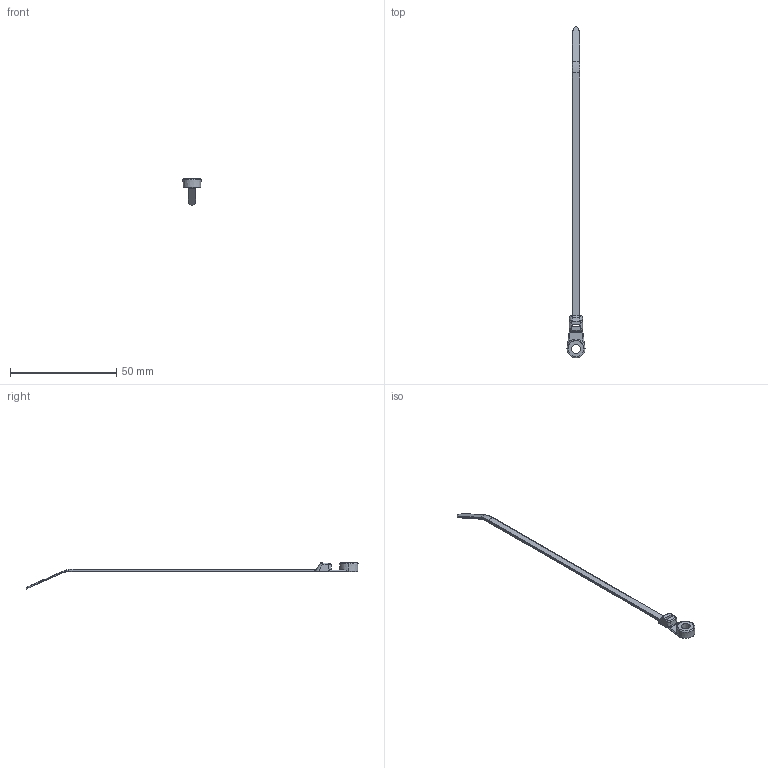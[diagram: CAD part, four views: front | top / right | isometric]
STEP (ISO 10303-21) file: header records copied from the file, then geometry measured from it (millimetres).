
FILE_DESCRIPTION(/* description */ (''),/* implementation_level */ '2;1');
FILE_NAME(/* name */ 'PANDUIT_PLC1_5I-S8.stp',/* time_stamp */ '2018-10-31T13:58:05-05:00',/* author */ (''),/* organization */ (''),/* preprocessor_version */ 'ST-DEVELOPER v16',/* originating_system */ 'SIEMENS PLM Software NX 11.0',/* authorisation */ '');
FILE_SCHEMA (('AP203_CONFIGURATION_CONTROLLED_3D_DESIGN_OF_MECHANICAL_PARTS_AND_ASSEMBLIES_MIM_LF { 1 0 10303 403 2 1 2}'));
Length unit declared in the file: inch
Products named in the file (1): bwg3AD4AAC8gx4e
Bounding box: 8.51 x 156.14 x 12.49 mm (x, y, z)
Volume: 826.1 mm3; surface area: 1679.8 mm2
Topology: 1 solids, 1 shells, 117 faces, 288 edges, 171 vertices
Faces by surface type: plane 46, cylinder 36, bspline 26, torus 7, cone 2
Entity records: 4662 total; most frequent: CARTESIAN_POINT 1418, ORIENTED_EDGE 564, DIRECTION 527, EDGE_CURVE 282, AXIS2_PLACEMENT_3D 199, VERTEX_POINT 169, LINE 129, VECTOR 129
